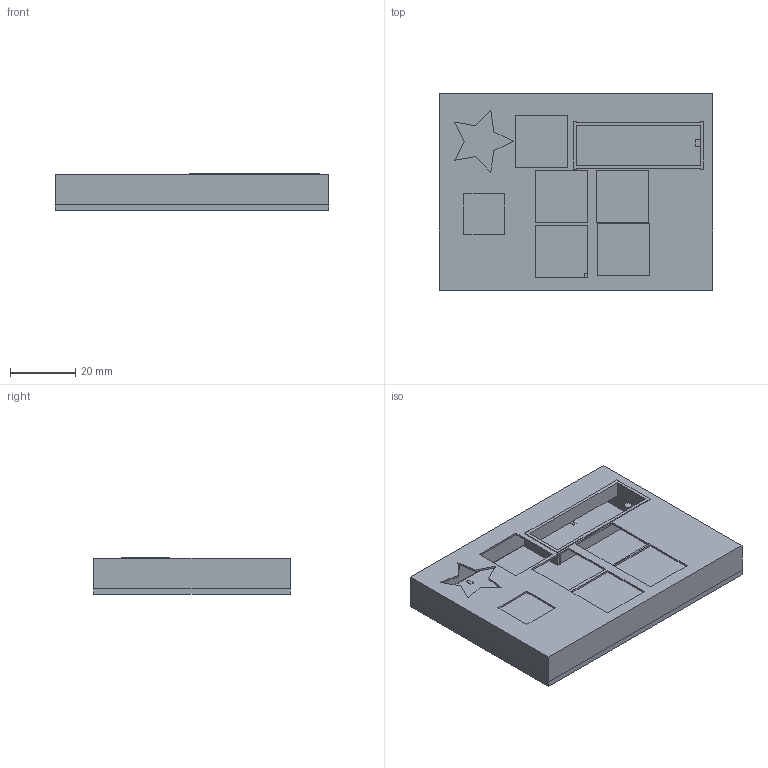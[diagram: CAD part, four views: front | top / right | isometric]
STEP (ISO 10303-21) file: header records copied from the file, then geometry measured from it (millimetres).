
FILE_DESCRIPTION(('FreeCAD Model'),'2;1');
FILE_NAME('Open CASCADE Shape Model','2026-02-10T22:22:14',(''),(''), 'Open CASCADE STEP processor 7.8','FreeCAD','Unknown');
FILE_SCHEMA(('AUTOMOTIVE_DESIGN { 1 0 10303 214 1 1 1 1 }'));
Length unit declared in the file: millimetre
Products named in the file (1): CASE_Compound
Bounding box: 84.1 x 60.35 x 11.31 mm (x, y, z)
Volume: 17820.4 mm3; surface area: 24217.1 mm2
Topology: 3 solids, 3 shells, 151 faces, 390 edges, 260 vertices
Faces by surface type: plane 143, cylinder 8
Full cylindrical faces by diameter (mm): 2.4 x8
Entity records: 4596 total; most frequent: CARTESIAN_POINT 802, ORIENTED_EDGE 780, DIRECTION 710, EDGE_CURVE 390, LINE 374, VECTOR 374, VERTEX_POINT 260, FACE_BOUND 186
